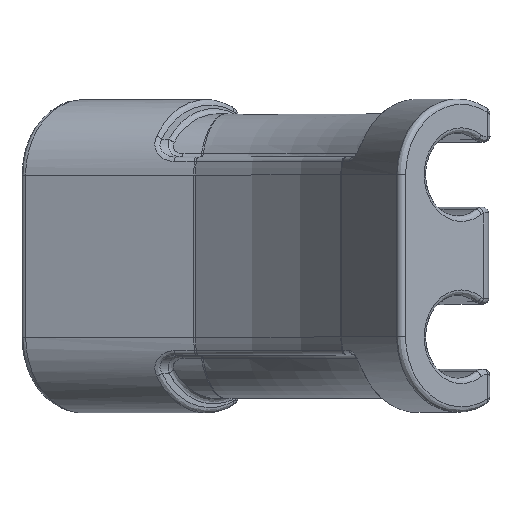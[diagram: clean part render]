
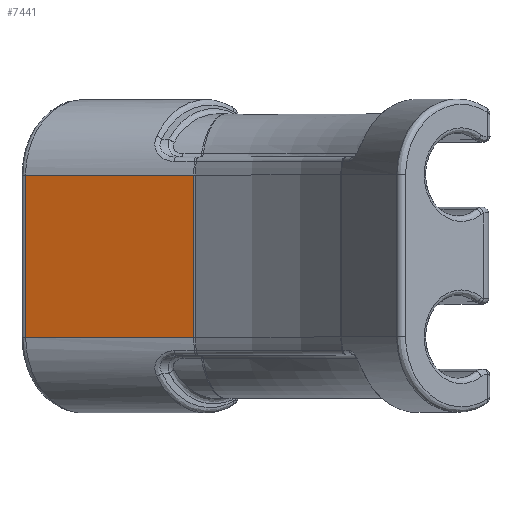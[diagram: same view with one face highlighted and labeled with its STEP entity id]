
A CAD part, top view. The second image highlights one B-rep face of the part: STEP entity #7441.
In plain terms, the highlighted planar face has unit normal (-0.311, 0, 0.95).
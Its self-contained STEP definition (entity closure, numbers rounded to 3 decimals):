
#1586=DIRECTION('',(0.,1.,0.));
#1587=VECTOR('',#1586,4.5);
#1588=CARTESIAN_POINT('',(4.831,0.,
3.792));
#1589=LINE('',#1588,#1587);
#1590=DIRECTION('',(0.,-1.,0.));
#1591=VECTOR('',#1590,4.5);
#1592=CARTESIAN_POINT('',(0.165,4.5,2.264));
#1593=LINE('',#1592,#1591);
#2823=DIRECTION('',(0.95,0.,0.311));
#2824=VECTOR('',#2823,4.91);
#2825=CARTESIAN_POINT('',(0.165,0.,
2.264));
#2826=LINE('',#2825,#2824);
#4065=DIRECTION('',(-0.95,0.,-0.311));
#4066=VECTOR('',#4065,4.91);
#4067=CARTESIAN_POINT('',(4.831,4.5,3.792));
#4068=LINE('',#4067,#4066);
#4266=CARTESIAN_POINT('',(0.165,4.5,2.264));
#4267=CARTESIAN_POINT('',(0.165,0.,
2.264));
#4268=VERTEX_POINT('',#4266);
#4269=VERTEX_POINT('',#4267);
#4311=CARTESIAN_POINT('',(4.831,0.,
3.792));
#4312=CARTESIAN_POINT('',(4.831,4.5,3.792));
#4313=VERTEX_POINT('',#4311);
#4314=VERTEX_POINT('',#4312);
#7427=CARTESIAN_POINT('',(-0.067,1.25,2.188));
#7428=DIRECTION('',(-0.311,0.,0.95));
#7429=DIRECTION('',(0.95,0.,0.311));
#7430=AXIS2_PLACEMENT_3D('',#7427,#7428,#7429);
#7431=PLANE('',#7430);
#7433=ORIENTED_EDGE('',*,*,#7432,.F.);
#7435=ORIENTED_EDGE('',*,*,#7434,.F.);
#7436=ORIENTED_EDGE('',*,*,#7418,.F.);
#7438=ORIENTED_EDGE('',*,*,#7437,.F.);
#7439=EDGE_LOOP('',(#7433,#7435,#7436,#7438));
#7440=FACE_OUTER_BOUND('',#7439,.F.);
#7441=ADVANCED_FACE('',(#7440),#7431,.T.);
#7418=EDGE_CURVE('',#4268,#4269,#1593,.T.);
#7432=EDGE_CURVE('',#4313,#4314,#1589,.T.);
#7434=EDGE_CURVE('',#4269,#4313,#2826,.T.);
#7437=EDGE_CURVE('',#4314,#4268,#4068,.T.);
